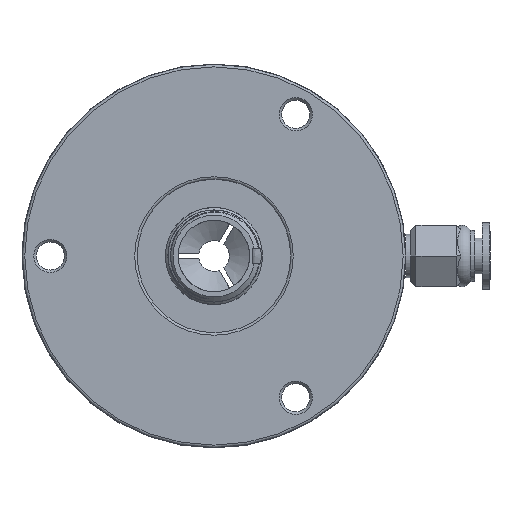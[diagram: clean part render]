
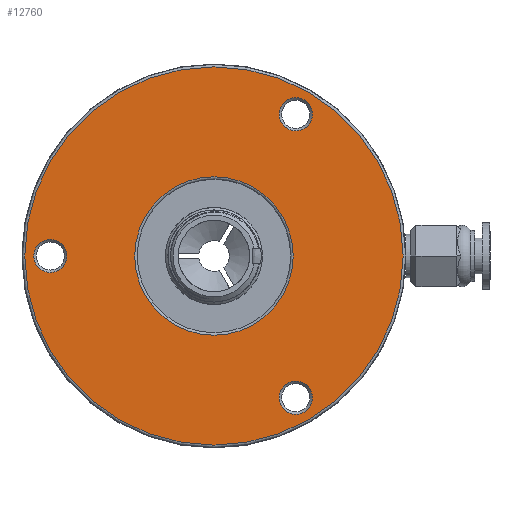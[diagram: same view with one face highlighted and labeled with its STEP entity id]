
A CAD part, left-side view. The second image highlights one B-rep face of the part: STEP entity #12760.
In plain terms, the highlighted planar face has unit normal (-1, 0, 0).
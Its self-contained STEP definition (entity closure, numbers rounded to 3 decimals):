
#1600 = CIRCLE ( 'NONE', #25133, 15.5 ) ;
#2201 = EDGE_CURVE ( 'NONE', #45657, #45657, #21786, .T. ) ;
#3300 = EDGE_CURVE ( 'NONE', #6974, #6974, #1600, .T. ) ;
#3644 = EDGE_LOOP ( 'NONE', ( #28868 ) ) ;
#4543 = CIRCLE ( 'NONE', #28090, 37. ) ;
#5738 = DIRECTION ( 'NONE',  ( 1., 0., 0. ) ) ;
#6974 = VERTEX_POINT ( 'NONE', #14064 ) ;
#10861 = ORIENTED_EDGE ( 'NONE', *, *, #26151, .T. ) ;
#12760 = ADVANCED_FACE ( 'NONE', ( #31204, #35775, #42940, #43670, #16406 ), #15669, .F. ) ;
#13348 = DIRECTION ( 'NONE',  ( 0., 1., 0. ) ) ;
#14064 = CARTESIAN_POINT ( 'NONE',  ( -79.401, 33.023, 0. ) ) ;
#15065 = CARTESIAN_POINT ( 'NONE',  ( -79.401, 54.523, 0. ) ) ;
#15669 = PLANE ( 'NONE',  #46859 ) ;
#16406 = FACE_OUTER_BOUND ( 'NONE', #30026, .T. ) ;
#16410 = EDGE_CURVE ( 'NONE', #45404, #45404, #49524, .T. ) ;
#16493 = DIRECTION ( 'NONE',  ( 0., 1., 0. ) ) ;
#17143 = CARTESIAN_POINT ( 'NONE',  ( -79.401, 49.523, 0. ) ) ;
#17984 = AXIS2_PLACEMENT_3D ( 'NONE', #46509, #27858, #39616 ) ;
#18129 = CARTESIAN_POINT ( 'NONE',  ( -79.401, 52.773, 0. ) ) ;
#21786 = CIRCLE ( 'NONE', #47060, 3.25 ) ;
#22486 = DIRECTION ( 'NONE',  ( 0., 1., 0. ) ) ;
#25017 = DIRECTION ( 'NONE',  ( 0., 1., 0. ) ) ;
#25133 = AXIS2_PLACEMENT_3D ( 'NONE', #26311, #41887, #22486 ) ;
#25171 = EDGE_LOOP ( 'NONE', ( #28946 ) ) ;
#26012 = CARTESIAN_POINT ( 'NONE',  ( -79.401, 4.773, -27.713 ) ) ;
#26151 = EDGE_CURVE ( 'NONE', #30589, #30589, #43201, .T. ) ;
#26311 = CARTESIAN_POINT ( 'NONE',  ( -79.401, 17.523, 0. ) ) ;
#27858 = DIRECTION ( 'NONE',  ( 1., 0., 0. ) ) ;
#28090 = AXIS2_PLACEMENT_3D ( 'NONE', #39199, #43755, #16493 ) ;
#28406 = AXIS2_PLACEMENT_3D ( 'NONE', #30623, #41128, #45187 ) ;
#28868 = ORIENTED_EDGE ( 'NONE', *, *, #16410, .T. ) ;
#28946 = ORIENTED_EDGE ( 'NONE', *, *, #3300, .T. ) ;
#29109 = CARTESIAN_POINT ( 'NONE',  ( -79.401, 32.523, 0. ) ) ;
#30026 = EDGE_LOOP ( 'NONE', ( #33848 ) ) ;
#30589 = VERTEX_POINT ( 'NONE', #50196 ) ;
#30623 = CARTESIAN_POINT ( 'NONE',  ( -79.401, 1.523, -27.713 ) ) ;
#31204 = FACE_BOUND ( 'NONE', #25171, .T. ) ;
#33848 = ORIENTED_EDGE ( 'NONE', *, *, #45455, .T. ) ;
#35775 = FACE_BOUND ( 'NONE', #36233, .T. ) ;
#36233 = EDGE_LOOP ( 'NONE', ( #42794 ) ) ;
#39199 = CARTESIAN_POINT ( 'NONE',  ( -79.401, 17.523, 0. ) ) ;
#39616 = DIRECTION ( 'NONE',  ( 0., 1., 0. ) ) ;
#41128 = DIRECTION ( 'NONE',  ( 1., 0., 0. ) ) ;
#41887 = DIRECTION ( 'NONE',  ( 1., 0., 0. ) ) ;
#42794 = ORIENTED_EDGE ( 'NONE', *, *, #2201, .T. ) ;
#42940 = FACE_BOUND ( 'NONE', #3644, .T. ) ;
#43201 = CIRCLE ( 'NONE', #17984, 3.25 ) ;
#43670 = FACE_BOUND ( 'NONE', #49552, .T. ) ;
#43755 = DIRECTION ( 'NONE',  ( -1., 0., 0. ) ) ;
#45187 = DIRECTION ( 'NONE',  ( 0., 1., 0. ) ) ;
#45404 = VERTEX_POINT ( 'NONE', #26012 ) ;
#45455 = EDGE_CURVE ( 'NONE', #49680, #49680, #4543, .T. ) ;
#45657 = VERTEX_POINT ( 'NONE', #18129 ) ;
#46509 = CARTESIAN_POINT ( 'NONE',  ( -79.401, 1.523, 27.713 ) ) ;
#46859 = AXIS2_PLACEMENT_3D ( 'NONE', #29109, #5738, #13348 ) ;
#47060 = AXIS2_PLACEMENT_3D ( 'NONE', #17143, #48200, #25017 ) ;
#48200 = DIRECTION ( 'NONE',  ( 1., 0., 0. ) ) ;
#49524 = CIRCLE ( 'NONE', #28406, 3.25 ) ;
#49552 = EDGE_LOOP ( 'NONE', ( #10861 ) ) ;
#49680 = VERTEX_POINT ( 'NONE', #15065 ) ;
#50196 = CARTESIAN_POINT ( 'NONE',  ( -79.401, 4.773, 27.713 ) ) ;
